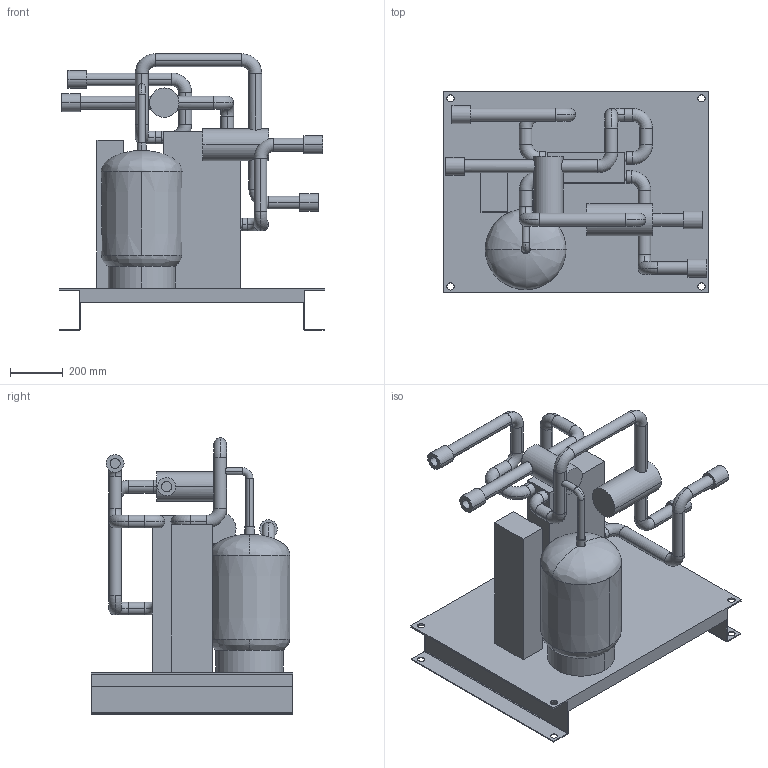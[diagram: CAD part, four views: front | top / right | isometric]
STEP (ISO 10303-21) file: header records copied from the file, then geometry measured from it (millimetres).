
FILE_DESCRIPTION (( 'STEP AP203' ), '1' );
FILE_NAME ('Aegis_HX_Module_Mark II_Single-STEP.STEP', '2023-09-29T16:15:10', ( '' ), ( '' ), 'SwSTEP 2.0', 'SolidWorks 2022', '' );
FILE_SCHEMA (( 'CONFIG_CONTROL_DESIGN' ));
Length unit declared in the file: inch
Products named in the file (2): Aegis_HX_Module_Mark II_Single-STEP; Aegis_HX_Module_Mark II_Single
Assembly tree (1 placements, depth 2):
  Aegis_HX_Module_Mark II_Single-STEP
    Aegis_HX_Module_Mark II_Single
Bounding box: 1003.3 x 762 x 1044.92 mm (x, y, z)
Volume: 113479891.2 mm3; surface area: 4536932.2 mm2
Topology: 1 solids, 1 shells, 195 faces, 483 edges, 310 vertices
Faces by surface type: cylinder 104, plane 49, torus 36, bspline 4, cone 2
Entity records: 7453 total; most frequent: CARTESIAN_POINT 2364, DIRECTION 1143, ORIENTED_EDGE 966, EDGE_CURVE 483, AXIS2_PLACEMENT_3D 481, VERTEX_POINT 310, CIRCLE 286, EDGE_LOOP 233
